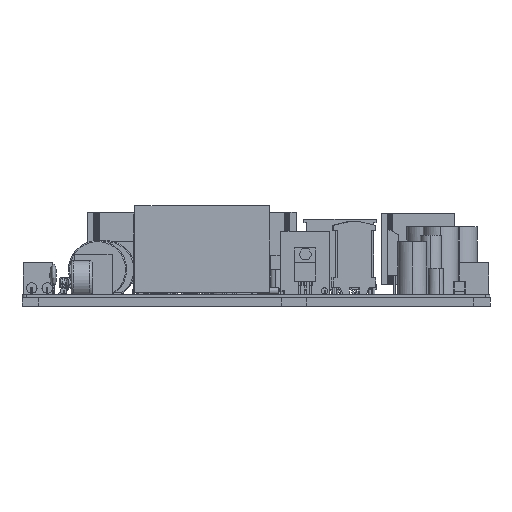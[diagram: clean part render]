
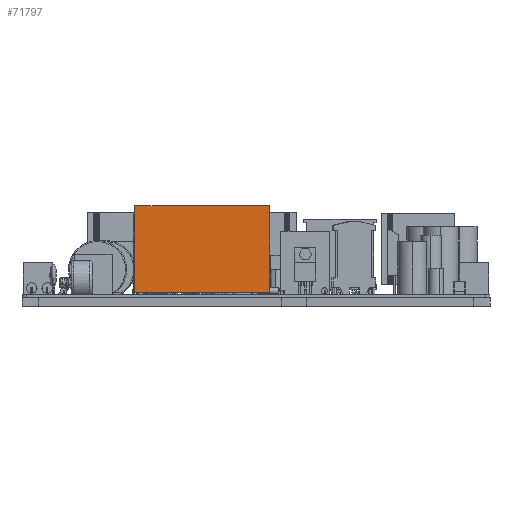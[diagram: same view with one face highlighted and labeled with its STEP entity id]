
A CAD part, front view. The second image highlights one B-rep face of the part: STEP entity #71797.
In plain terms, the highlighted face is planar.
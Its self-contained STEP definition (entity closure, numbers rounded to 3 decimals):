
#71366=DIRECTION('',(0.,1.,0.));
#71367=VECTOR('',#71366,64.);
#71368=CARTESIAN_POINT('',(0.,-32.,0.));
#71369=LINE('',#71368,#71367);
#71370=DIRECTION('',(0.,0.,1.));
#71371=VECTOR('',#71370,41.);
#71372=CARTESIAN_POINT('',(0.,32.,0.));
#71373=LINE('',#71372,#71371);
#71378=DIRECTION('',(0.,0.,1.));
#71379=VECTOR('',#71378,41.);
#71380=CARTESIAN_POINT('',(0.,-32.,0.));
#71381=LINE('',#71380,#71379);
#71670=DIRECTION('',(0.,1.,0.));
#71671=VECTOR('',#71670,64.);
#71672=CARTESIAN_POINT('',(0.,-32.,41.));
#71673=LINE('',#71672,#71671);
#71678=CARTESIAN_POINT('',(0.,-32.,0.));
#71679=CARTESIAN_POINT('',(0.,-32.,41.));
#71680=VERTEX_POINT('',#71678);
#71681=VERTEX_POINT('',#71679);
#71682=CARTESIAN_POINT('',(0.,32.,0.));
#71683=VERTEX_POINT('',#71682);
#71684=CARTESIAN_POINT('',(0.,32.,41.));
#71685=VERTEX_POINT('',#71684);
#71782=CARTESIAN_POINT('',(0.,-32.,0.));
#71783=DIRECTION('',(-1.,0.,0.));
#71784=DIRECTION('',(0.,0.,1.));
#71785=AXIS2_PLACEMENT_3D('',#71782,#71783,#71784);
#71786=PLANE('',#71785);
#71788=ORIENTED_EDGE('',*,*,#71787,.F.);
#71790=ORIENTED_EDGE('',*,*,#71789,.T.);
#71792=ORIENTED_EDGE('',*,*,#71791,.T.);
#71794=ORIENTED_EDGE('',*,*,#71793,.F.);
#71795=EDGE_LOOP('',(#71788,#71790,#71792,#71794));
#71796=FACE_OUTER_BOUND('',#71795,.F.);
#71787=EDGE_CURVE('',#71680,#71681,#71381,.T.);
#71789=EDGE_CURVE('',#71680,#71683,#71369,.T.);
#71791=EDGE_CURVE('',#71683,#71685,#71373,.T.);
#71793=EDGE_CURVE('',#71681,#71685,#71673,.T.);
#71797=ADVANCED_FACE('',(#71796),#71786,.T.);
